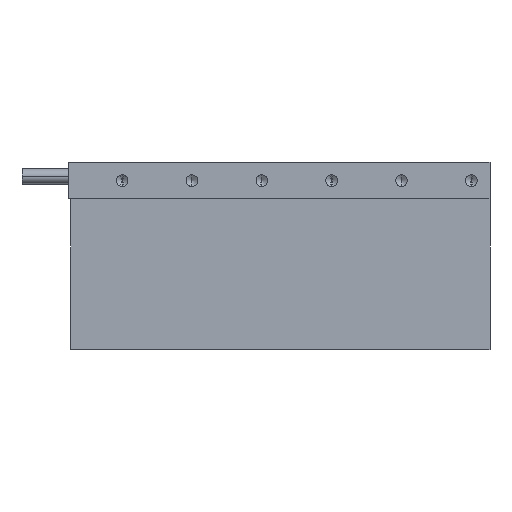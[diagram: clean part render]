
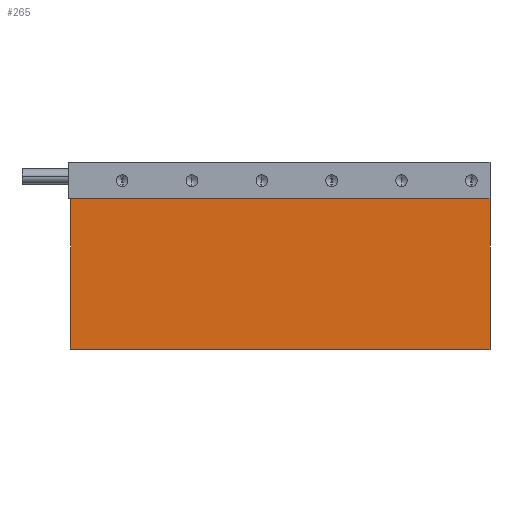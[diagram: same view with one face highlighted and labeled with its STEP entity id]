
A CAD part, front view. The second image highlights one B-rep face of the part: STEP entity #265.
In plain terms, the highlighted planar face has unit normal (0, -1, 0).
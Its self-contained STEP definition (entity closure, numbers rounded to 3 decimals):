
#2 = CARTESIAN_POINT ( 'NONE',  ( 90.5, -3.05, 0. ) ) ;
#12 = DIRECTION ( 'NONE',  ( 0., 0., 1. ) ) ;
#214 = CARTESIAN_POINT ( 'NONE',  ( 90.5, -3.05, -64.8 ) ) ;
#234 = CARTESIAN_POINT ( 'NONE',  ( -89.5, -3.05, -64.8 ) ) ;
#265 = ADVANCED_FACE ( 'NONE', ( #2892 ), #548, .F. ) ;
#339 = CARTESIAN_POINT ( 'NONE',  ( 11., -3.05, -64.8 ) ) ;
#525 = ORIENTED_EDGE ( 'NONE', *, *, #1069, .F. ) ;
#548 = PLANE ( 'NONE',  #2453 ) ;
#579 = VERTEX_POINT ( 'NONE', #2069 ) ;
#649 = VERTEX_POINT ( 'NONE', #2848 ) ;
#735 = DIRECTION ( 'NONE',  ( -1., 0., 0. ) ) ;
#897 = VECTOR ( 'NONE', #2269, 1000. ) ;
#898 = EDGE_LOOP ( 'NONE', ( #2039, #525, #2304, #2804 ) ) ;
#1014 = DIRECTION ( 'NONE',  ( -1., 0., 0. ) ) ;
#1069 = EDGE_CURVE ( 'NONE', #649, #579, #1386, .T. ) ;
#1163 = VECTOR ( 'NONE', #1014, 1000. ) ;
#1272 = VERTEX_POINT ( 'NONE', #2001 ) ;
#1339 = VECTOR ( 'NONE', #12, 1000. ) ;
#1386 = LINE ( 'NONE', #234, #1339 ) ;
#1400 = VECTOR ( 'NONE', #735, 1000. ) ;
#1470 = EDGE_CURVE ( 'NONE', #1272, #1903, #2316, .T. ) ;
#1720 = CARTESIAN_POINT ( 'NONE',  ( -89.5, -3.05, -64.8 ) ) ;
#1903 = VERTEX_POINT ( 'NONE', #2 ) ;
#1973 = EDGE_CURVE ( 'NONE', #1903, #579, #2590, .T. ) ;
#2001 = CARTESIAN_POINT ( 'NONE',  ( 90.5, -3.05, -64.8 ) ) ;
#2039 = ORIENTED_EDGE ( 'NONE', *, *, #1973, .T. ) ;
#2069 = CARTESIAN_POINT ( 'NONE',  ( -89.5, -3.05, 0. ) ) ;
#2162 = LINE ( 'NONE', #339, #1163 ) ;
#2269 = DIRECTION ( 'NONE',  ( 0., 0., 1. ) ) ;
#2304 = ORIENTED_EDGE ( 'NONE', *, *, #2974, .F. ) ;
#2316 = LINE ( 'NONE', #214, #897 ) ;
#2365 = CARTESIAN_POINT ( 'NONE',  ( -89.5, -3.05, 0. ) ) ;
#2453 = AXIS2_PLACEMENT_3D ( 'NONE', #1720, #2700, #2912 ) ;
#2590 = LINE ( 'NONE', #2365, #1400 ) ;
#2700 = DIRECTION ( 'NONE',  ( 0., 1., 0. ) ) ;
#2804 = ORIENTED_EDGE ( 'NONE', *, *, #1470, .T. ) ;
#2848 = CARTESIAN_POINT ( 'NONE',  ( -89.5, -3.05, -64.8 ) ) ;
#2892 = FACE_OUTER_BOUND ( 'NONE', #898, .T. ) ;
#2912 = DIRECTION ( 'NONE',  ( -1., 0., 0. ) ) ;
#2974 = EDGE_CURVE ( 'NONE', #1272, #649, #2162, .T. ) ;
